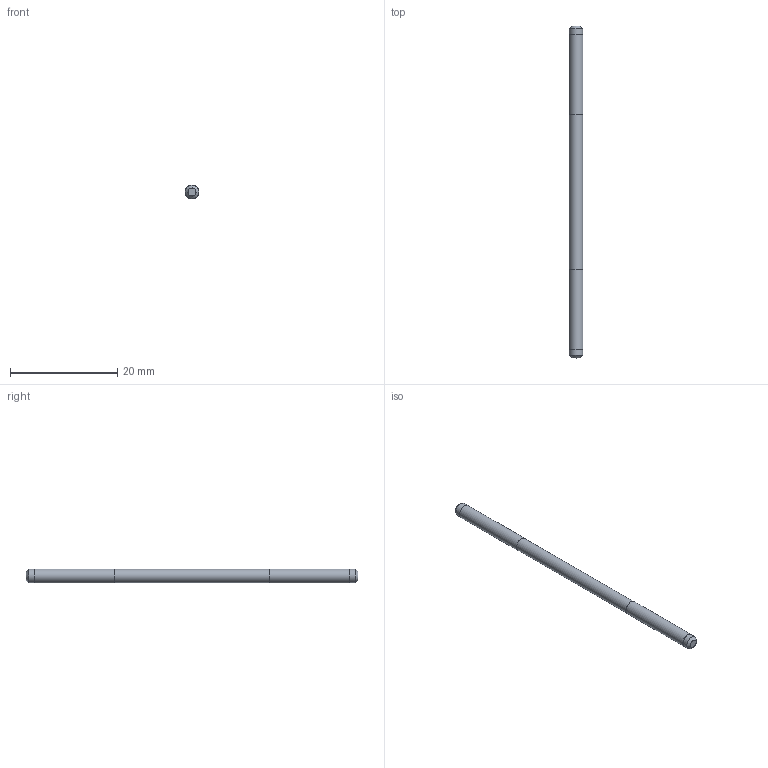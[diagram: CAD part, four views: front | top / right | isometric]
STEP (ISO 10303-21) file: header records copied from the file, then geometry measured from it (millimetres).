
FILE_DESCRIPTION(/* description */ (''),/* implementation_level */ '2;1');
FILE_NAME(/* name */ 'PIN.ipt.step',/* time_stamp */ '2020-04-16T23:30:58-04:00',/* author */ ('Josef'),/* organization */ (''),/* preprocessor_version */ 'ST-DEVELOPER v17',/* originating_system */ 'Autodesk Inventor 2019',/* authorisation */ '');
FILE_SCHEMA (('AUTOMOTIVE_DESIGN { 1 0 10303 214 3 1 1 }'));
Length unit declared in the file: inch
Products named in the file (1): PIN
Bounding box: 2.6 x 61.8 x 2.6 mm (x, y, z)
Volume: 313.7 mm3; surface area: 501 mm2
Topology: 1 solids, 1 shells, 13 faces, 31 edges, 24 vertices
Faces by surface type: plane 6, cylinder 5, cone 2
Full cylindrical faces by diameter (mm): 2.5 x3, 2.6 x2
Entity records: 450 total; most frequent: DIRECTION 83, CARTESIAN_POINT 69, ORIENTED_EDGE 62, AXIS2_PLACEMENT_3D 38, EDGE_CURVE 31, CIRCLE 24, VERTEX_POINT 24, EDGE_LOOP 17
